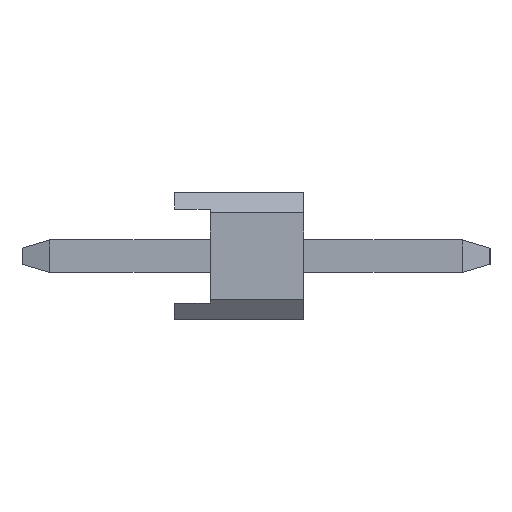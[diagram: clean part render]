
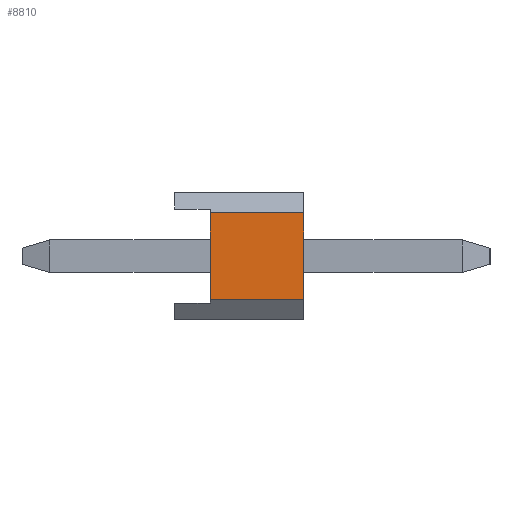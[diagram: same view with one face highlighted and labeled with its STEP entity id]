
A CAD part, left-side view. The second image highlights one B-rep face of the part: STEP entity #8810.
In plain terms, the highlighted planar face has unit normal (-1, 0, 0).
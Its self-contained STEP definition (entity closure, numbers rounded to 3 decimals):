
#8108=VERTEX_POINT('',#20311);
#8810=ADVANCED_FACE('',(#21076),#21077,.T.);
#8940=VERTEX_POINT('',#21215);
#10854=EDGE_CURVE('',#17918,#16488,#23317,.T.);
#12126=EDGE_CURVE('',#16488,#8940,#24723,.T.);
#12582=EDGE_CURVE('',#17918,#8108,#25232,.T.);
#16280=EDGE_CURVE('',#8940,#8108,#29369,.T.);
#16488=VERTEX_POINT('',#29597);
#17918=VERTEX_POINT('',#31167);
#20311=CARTESIAN_POINT('',(-49.43,-2.54,0.851));
#21076=FACE_OUTER_BOUND('',#35695,.T.);
#21077=PLANE('',#35696);
#21215=CARTESIAN_POINT('',(-49.43,-2.54,-0.851));
#23317=LINE('',#38969,#38970);
#24723=LINE('',#41003,#41004);
#25232=LINE('',#41726,#41727);
#29369=LINE('',#47655,#47656);
#29597=CARTESIAN_POINT('',(-49.43,-0.7,-0.851));
#31167=CARTESIAN_POINT('',(-49.43,-0.7,0.851));
#35695=EDGE_LOOP('',(#53235,#53236,#53237,#53238));
#35696=AXIS2_PLACEMENT_3D('',#53239,#53240,#53241);
#38969=CARTESIAN_POINT('',(-49.43,-0.7,-0.426));
#38970=VECTOR('',#55384,1.0);
#41003=CARTESIAN_POINT('',(-49.43,0.,-0.851));
#41004=VECTOR('',#56810,1.0);
#41726=CARTESIAN_POINT('',(-49.43,0.,0.851));
#41727=VECTOR('',#57357,1.0);
#47655=CARTESIAN_POINT('',(-49.43,-2.54,0.851));
#47656=VECTOR('',#62155,1.0);
#53235=ORIENTED_EDGE('',*,*,#10854,.T.);
#53236=ORIENTED_EDGE('',*,*,#12126,.T.);
#53237=ORIENTED_EDGE('',*,*,#16280,.T.);
#53238=ORIENTED_EDGE('',*,*,#12582,.F.);
#53239=CARTESIAN_POINT('',(-49.43,0.,-0.851));
#53240=DIRECTION('',(-1.0,0.0,0.0));
#53241=DIRECTION('',(0.0,0.,-1.0));
#55384=DIRECTION('',(0.0,0.,-1.0));
#56810=DIRECTION('',(0.0,-1.0,0.));
#57357=DIRECTION('',(0.0,-1.0,0.));
#62155=DIRECTION('',(0.0,0.,1.0));
